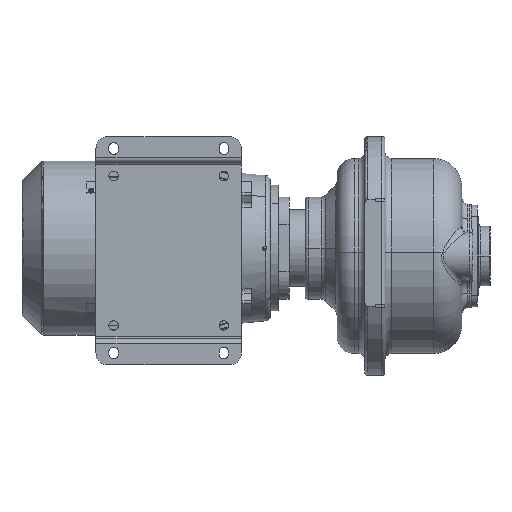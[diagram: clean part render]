
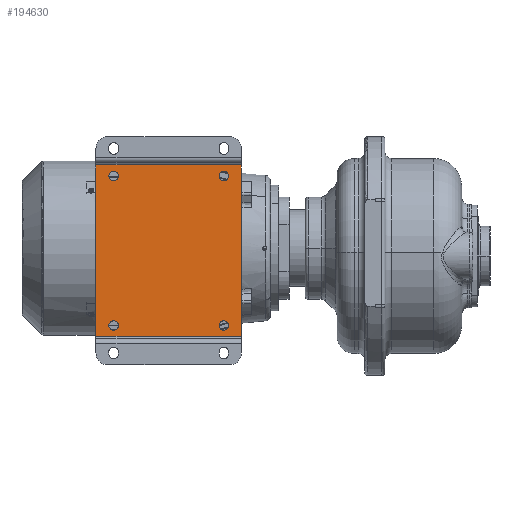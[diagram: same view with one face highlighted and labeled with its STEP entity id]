
A CAD part, front view. The second image highlights one B-rep face of the part: STEP entity #194630.
In plain terms, the highlighted planar face has unit normal (0, -1, 0).
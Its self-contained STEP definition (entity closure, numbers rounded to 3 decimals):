
#59993=DIRECTION('',(0.,0.,-1.));
#59994=VECTOR('',#59993,218.);
#59995=CARTESIAN_POINT('',(-166.5,-115.,105.7));
#59996=LINE('',#59995,#59994);
#60037=DIRECTION('',(0.,0.,-1.));
#60038=VECTOR('',#60037,218.);
#60039=CARTESIAN_POINT('',(-351.5,-115.,105.7));
#60040=LINE('',#60039,#60038);
#60091=DIRECTION('',(-1.,0.,0.));
#60092=VECTOR('',#60091,185.);
#60093=CARTESIAN_POINT('',(-166.5,-115.,105.7));
#60094=LINE('',#60093,#60092);
#60095=CARTESIAN_POINT('',(-329.,-115.,91.7));
#60096=DIRECTION('',(0.,1.,0.));
#60097=DIRECTION('',(-1.,0.,0.));
#60098=AXIS2_PLACEMENT_3D('',#60095,#60096,#60097);
#60100=CARTESIAN_POINT('',(-329.,-115.,91.7));
#60101=DIRECTION('',(0.,1.,0.));
#60102=DIRECTION('',(1.,0.,0.));
#60103=AXIS2_PLACEMENT_3D('',#60100,#60101,#60102);
#60105=CARTESIAN_POINT('',(-329.,-115.,-98.3));
#60106=DIRECTION('',(0.,1.,0.));
#60107=DIRECTION('',(-1.,0.,0.));
#60108=AXIS2_PLACEMENT_3D('',#60105,#60106,#60107);
#60110=CARTESIAN_POINT('',(-329.,-115.,-98.3));
#60111=DIRECTION('',(0.,1.,0.));
#60112=DIRECTION('',(1.,0.,0.));
#60113=AXIS2_PLACEMENT_3D('',#60110,#60111,#60112);
#60115=CARTESIAN_POINT('',(-189.,-115.,91.7));
#60116=DIRECTION('',(0.,1.,0.));
#60117=DIRECTION('',(-1.,0.,0.));
#60118=AXIS2_PLACEMENT_3D('',#60115,#60116,#60117);
#60120=CARTESIAN_POINT('',(-189.,-115.,91.7));
#60121=DIRECTION('',(0.,1.,0.));
#60122=DIRECTION('',(1.,0.,0.));
#60123=AXIS2_PLACEMENT_3D('',#60120,#60121,#60122);
#60125=CARTESIAN_POINT('',(-189.,-115.,-98.3));
#60126=DIRECTION('',(0.,1.,0.));
#60127=DIRECTION('',(-1.,0.,0.));
#60128=AXIS2_PLACEMENT_3D('',#60125,#60126,#60127);
#60130=CARTESIAN_POINT('',(-189.,-115.,-98.3));
#60131=DIRECTION('',(0.,1.,0.));
#60132=DIRECTION('',(1.,0.,0.));
#60133=AXIS2_PLACEMENT_3D('',#60130,#60131,#60132);
#60135=DIRECTION('',(-1.,0.,0.));
#60136=VECTOR('',#60135,185.);
#60137=CARTESIAN_POINT('',(-166.5,-115.,-112.3));
#60138=LINE('',#60137,#60136);
#141547=CARTESIAN_POINT('',(-166.5,-115.,105.7));
#141548=CARTESIAN_POINT('',(-166.5,-115.,-112.3));
#141549=VERTEX_POINT('',#141547);
#141550=VERTEX_POINT('',#141548);
#141559=CARTESIAN_POINT('',(-351.5,-115.,105.7));
#141560=CARTESIAN_POINT('',(-351.5,-115.,-112.3));
#141561=VERTEX_POINT('',#141559);
#141562=VERTEX_POINT('',#141560);
#141647=CARTESIAN_POINT('',(-195.,-115.,-98.3));
#141648=CARTESIAN_POINT('',(-183.,-115.,-98.3));
#141649=VERTEX_POINT('',#141647);
#141650=VERTEX_POINT('',#141648);
#141651=CARTESIAN_POINT('',(-195.,-115.,91.7));
#141652=CARTESIAN_POINT('',(-183.,-115.,91.7));
#141653=VERTEX_POINT('',#141651);
#141654=VERTEX_POINT('',#141652);
#141655=CARTESIAN_POINT('',(-335.,-115.,-98.3));
#141656=CARTESIAN_POINT('',(-323.,-115.,-98.3));
#141657=VERTEX_POINT('',#141655);
#141658=VERTEX_POINT('',#141656);
#141659=CARTESIAN_POINT('',(-335.,-115.,91.7));
#141660=CARTESIAN_POINT('',(-323.,-115.,91.7));
#141661=VERTEX_POINT('',#141659);
#141662=VERTEX_POINT('',#141660);
#194594=CARTESIAN_POINT('',(-166.5,-115.,105.7));
#194595=DIRECTION('',(0.,1.,0.));
#194596=DIRECTION('',(0.,0.,-1.));
#194597=AXIS2_PLACEMENT_3D('',#194594,#194595,#194596);
#194598=PLANE('',#194597);
#194599=ORIENTED_EDGE('',*,*,#194446,.T.);
#194601=ORIENTED_EDGE('',*,*,#194600,.T.);
#194602=ORIENTED_EDGE('',*,*,#194504,.F.);
#194603=ORIENTED_EDGE('',*,*,#194587,.F.);
#194604=EDGE_LOOP('',(#194599,#194601,#194602,#194603));
#194605=FACE_OUTER_BOUND('',#194604,.F.);
#194607=ORIENTED_EDGE('',*,*,#194606,.F.);
#194609=ORIENTED_EDGE('',*,*,#194608,.F.);
#194610=EDGE_LOOP('',(#194607,#194609));
#194611=FACE_BOUND('',#194610,.F.);
#194613=ORIENTED_EDGE('',*,*,#194612,.F.);
#194615=ORIENTED_EDGE('',*,*,#194614,.F.);
#194616=EDGE_LOOP('',(#194613,#194615));
#194617=FACE_BOUND('',#194616,.F.);
#194619=ORIENTED_EDGE('',*,*,#194618,.F.);
#194621=ORIENTED_EDGE('',*,*,#194620,.F.);
#194622=EDGE_LOOP('',(#194619,#194621));
#194623=FACE_BOUND('',#194622,.F.);
#194625=ORIENTED_EDGE('',*,*,#194624,.F.);
#194627=ORIENTED_EDGE('',*,*,#194626,.F.);
#194628=EDGE_LOOP('',(#194625,#194627));
#194629=FACE_BOUND('',#194628,.F.);
#194630=ADVANCED_FACE('',(#194605,#194611,#194617,#194623,#194629),#194598,.F.);
#60099=CIRCLE('',#60098,6.);
#60104=CIRCLE('',#60103,6.);
#60109=CIRCLE('',#60108,6.);
#60114=CIRCLE('',#60113,6.);
#60119=CIRCLE('',#60118,6.);
#60124=CIRCLE('',#60123,6.);
#60129=CIRCLE('',#60128,6.);
#60134=CIRCLE('',#60133,6.);
#194446=EDGE_CURVE('',#141549,#141550,#59996,.T.);
#194504=EDGE_CURVE('',#141561,#141562,#60040,.T.);
#194587=EDGE_CURVE('',#141549,#141561,#60094,.T.);
#194600=EDGE_CURVE('',#141550,#141562,#60138,.T.);
#194606=EDGE_CURVE('',#141661,#141662,#60099,.T.);
#194608=EDGE_CURVE('',#141662,#141661,#60104,.T.);
#194612=EDGE_CURVE('',#141657,#141658,#60109,.T.);
#194614=EDGE_CURVE('',#141658,#141657,#60114,.T.);
#194618=EDGE_CURVE('',#141653,#141654,#60119,.T.);
#194620=EDGE_CURVE('',#141654,#141653,#60124,.T.);
#194624=EDGE_CURVE('',#141649,#141650,#60129,.T.);
#194626=EDGE_CURVE('',#141650,#141649,#60134,.T.);
